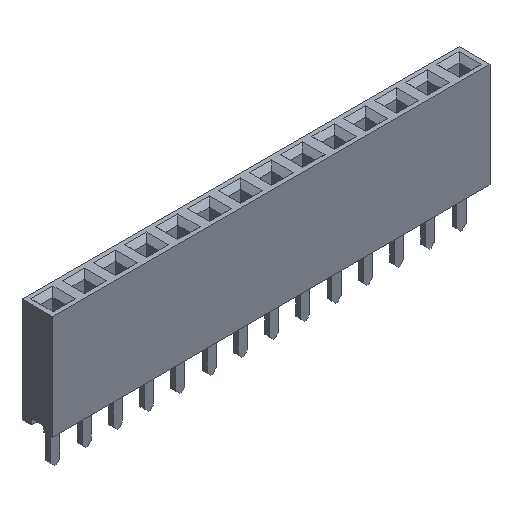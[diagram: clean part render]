
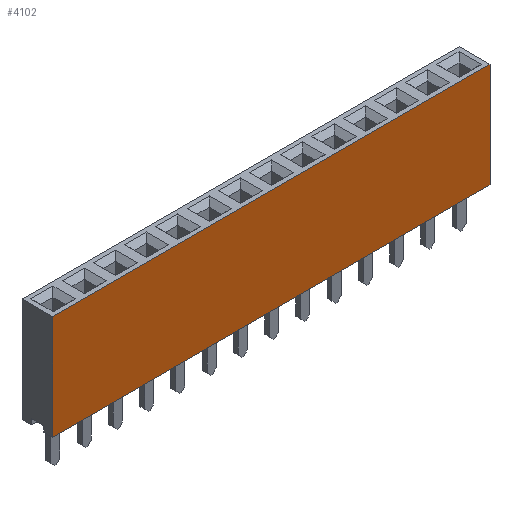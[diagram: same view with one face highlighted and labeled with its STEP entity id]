
A CAD part, isometric view. The second image highlights one B-rep face of the part: STEP entity #4102.
In plain terms, the highlighted planar face has unit normal (0, -1, 0).
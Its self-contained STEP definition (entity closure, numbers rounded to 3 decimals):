
#212=FACE_OUTER_BOUND('',#474,.T.);
#474=EDGE_LOOP('',(#3267,#3268,#3269,#3270));
#625=LINE('',#5652,#1181);
#686=LINE('',#5775,#1242);
#873=LINE('',#6160,#1429);
#877=LINE('',#6167,#1433);
#1181=VECTOR('',#4581,10.);
#1242=VECTOR('',#4650,10.);
#1429=VECTOR('',#5043,10.);
#1433=VECTOR('',#5051,10.);
#1719=VERTEX_POINT('',#5649);
#1720=VERTEX_POINT('',#5651);
#1778=VERTEX_POINT('',#5774);
#1873=VERTEX_POINT('',#6159);
#2089=EDGE_CURVE('',#1719,#1720,#625,.T.);
#2150=EDGE_CURVE('',#1720,#1778,#686,.T.);
#2337=EDGE_CURVE('',#1873,#1778,#873,.T.);
#2341=EDGE_CURVE('',#1873,#1719,#877,.T.);
#3267=ORIENTED_EDGE('',*,*,#2337,.T.);
#3268=ORIENTED_EDGE('',*,*,#2150,.F.);
#3269=ORIENTED_EDGE('',*,*,#2089,.F.);
#3270=ORIENTED_EDGE('',*,*,#2341,.F.);
#3854=PLANE('',#4379);
#4102=ADVANCED_FACE('',(#212),#3854,.T.);
#4379=AXIS2_PLACEMENT_3D('',#6236,#5123,#5124);
#4581=DIRECTION('',(1.,0.,0.));
#4650=DIRECTION('',(0.,0.,-1.));
#5043=DIRECTION('',(1.,0.,0.));
#5051=DIRECTION('',(0.,0.,1.));
#5123=DIRECTION('center_axis',(0.,-1.,0.));
#5124=DIRECTION('ref_axis',(1.,0.,0.));
#5649=CARTESIAN_POINT('',(-17.78,-1.25,8.6));
#5651=CARTESIAN_POINT('',(17.78,-1.25,8.6));
#5652=CARTESIAN_POINT('',(-17.78,-1.25,8.6));
#5774=CARTESIAN_POINT('',(17.78,-1.25,0.1));
#5775=CARTESIAN_POINT('',(17.78,-1.25,0.1));
#6159=CARTESIAN_POINT('',(-17.78,-1.25,0.1));
#6160=CARTESIAN_POINT('',(-17.78,-1.25,0.1));
#6167=CARTESIAN_POINT('',(-17.78,-1.25,0.1));
#6236=CARTESIAN_POINT('Origin',(-17.78,-1.25,0.1));
